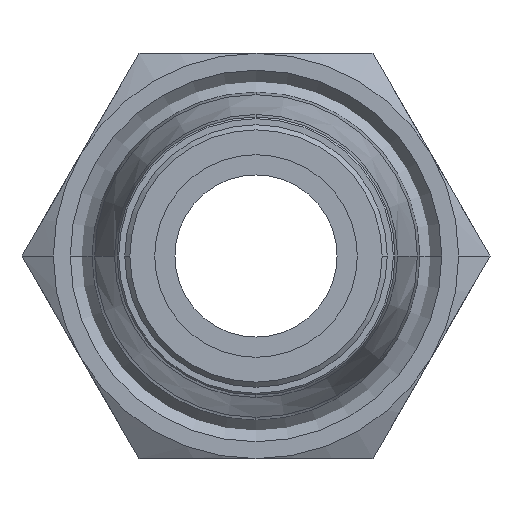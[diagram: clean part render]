
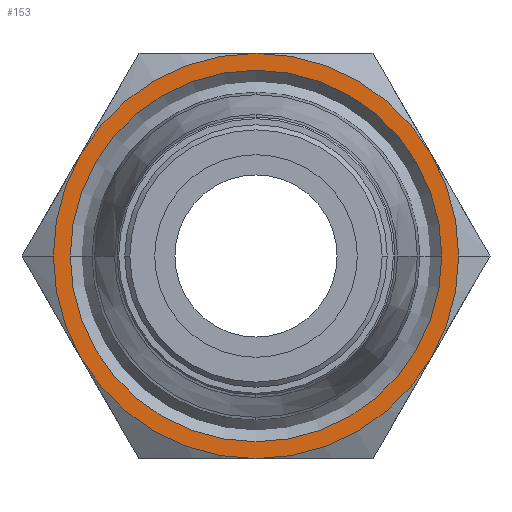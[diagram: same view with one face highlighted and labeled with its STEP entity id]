
A CAD part, left-side view. The second image highlights one B-rep face of the part: STEP entity #153.
In plain terms, the highlighted planar face has unit normal (-1, 0, 0).
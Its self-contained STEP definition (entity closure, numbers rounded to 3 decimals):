
#153=ADVANCED_FACE('',(#347,#348),#349,.T.);
#347=FACE_OUTER_BOUND('',#548,.T.);
#348=FACE_BOUND('',#549,.T.);
#349=PLANE('',#550);
#548=EDGE_LOOP('',(#1217,#1218,#1219,#1220,#1221,#1222,#1223,#1224));
#549=EDGE_LOOP('',(#1225,#1226));
#550=AXIS2_PLACEMENT_3D('',#1227,#1228,#1229);
#1217=ORIENTED_EDGE('',*,*,#1475,.F.);
#1218=ORIENTED_EDGE('',*,*,#1461,.F.);
#1219=ORIENTED_EDGE('',*,*,#1464,.F.);
#1220=ORIENTED_EDGE('',*,*,#1466,.F.);
#1221=ORIENTED_EDGE('',*,*,#1459,.F.);
#1222=ORIENTED_EDGE('',*,*,#1470,.F.);
#1223=ORIENTED_EDGE('',*,*,#1473,.F.);
#1224=ORIENTED_EDGE('',*,*,#1455,.F.);
#1225=ORIENTED_EDGE('',*,*,#1495,.T.);
#1226=ORIENTED_EDGE('',*,*,#1439,.T.);
#1227=CARTESIAN_POINT('',(18.0,-11.5,0.0));
#1228=DIRECTION('',(-1.0,0.,-0.0));
#1229=DIRECTION('',(0.,1.0,0.0));
#1439=EDGE_CURVE('',#1757,#1754,#1758,.T.);
#1455=EDGE_CURVE('',#1784,#1787,#1788,.T.);
#1459=EDGE_CURVE('',#1793,#1791,#1795,.T.);
#1461=EDGE_CURVE('',#1797,#1799,#1800,.T.);
#1464=EDGE_CURVE('',#1803,#1797,#1805,.T.);
#1466=EDGE_CURVE('',#1791,#1803,#1807,.T.);
#1470=EDGE_CURVE('',#1811,#1793,#1813,.T.);
#1473=EDGE_CURVE('',#1787,#1811,#1817,.T.);
#1475=EDGE_CURVE('',#1799,#1784,#1819,.T.);
#1495=EDGE_CURVE('',#1754,#1757,#1847,.T.);
#1754=VERTEX_POINT('',#2288);
#1757=VERTEX_POINT('',#2292);
#1758=CIRCLE('',#2293,11.0);
#1784=VERTEX_POINT('',#2348);
#1787=VERTEX_POINT('',#2352);
#1788=CIRCLE('',#2353,12.0);
#1791=VERTEX_POINT('',#2367);
#1793=VERTEX_POINT('',#2370);
#1795=CIRCLE('',#2383,12.0);
#1797=VERTEX_POINT('',#2385);
#1799=VERTEX_POINT('',#2398);
#1800=CIRCLE('',#2399,12.0);
#1803=VERTEX_POINT('',#2413);
#1805=CIRCLE('',#2426,12.0);
#1807=CIRCLE('',#2439,12.0);
#1811=VERTEX_POINT('',#2465);
#1813=CIRCLE('',#2478,12.0);
#1817=CIRCLE('',#2504,12.0);
#1819=CIRCLE('',#2517,12.0);
#1847=CIRCLE('',#2655,11.0);
#2288=CARTESIAN_POINT('',(18.0,-11.0,0.0));
#2292=CARTESIAN_POINT('',(18.0,11.0,0.));
#2293=AXIS2_PLACEMENT_3D('',#2995,#2996,#2997);
#2348=CARTESIAN_POINT('',(18.0,-12.0,0.));
#2352=CARTESIAN_POINT('',(18.0,-10.392,-6.0));
#2353=AXIS2_PLACEMENT_3D('',#3021,#3022,#3023);
#2367=CARTESIAN_POINT('',(18.0,12.0,0.));
#2370=CARTESIAN_POINT('',(18.0,10.392,-6.0));
#2383=AXIS2_PLACEMENT_3D('',#3025,#3026,#3027);
#2385=CARTESIAN_POINT('',(18.0,0.,12.0));
#2398=CARTESIAN_POINT('',(18.0,-10.392,6.0));
#2399=AXIS2_PLACEMENT_3D('',#3028,#3029,#3030);
#2413=CARTESIAN_POINT('',(18.0,10.392,6.0));
#2426=AXIS2_PLACEMENT_3D('',#3031,#3032,#3033);
#2439=AXIS2_PLACEMENT_3D('',#3034,#3035,#3036);
#2465=CARTESIAN_POINT('',(18.0,0.0,-12.0));
#2478=AXIS2_PLACEMENT_3D('',#3037,#3038,#3039);
#2504=AXIS2_PLACEMENT_3D('',#3040,#3041,#3042);
#2517=AXIS2_PLACEMENT_3D('',#3043,#3044,#3045);
#2655=AXIS2_PLACEMENT_3D('',#3073,#3074,#3075);
#2995=CARTESIAN_POINT('',(18.0,0.0,0.0));
#2996=DIRECTION('',(1.0,0.,0.0));
#2997=DIRECTION('',(0.,-1.0,0.0));
#3021=CARTESIAN_POINT('',(18.0,0.0,0.0));
#3022=DIRECTION('',(1.0,0.,0.0));
#3023=DIRECTION('',(0.,-1.0,0.0));
#3025=CARTESIAN_POINT('',(18.0,0.0,0.0));
#3026=DIRECTION('',(1.0,0.,0.0));
#3027=DIRECTION('',(0.,-1.0,0.0));
#3028=CARTESIAN_POINT('',(18.0,0.0,0.0));
#3029=DIRECTION('',(1.0,0.,0.0));
#3030=DIRECTION('',(0.,-1.0,0.0));
#3031=CARTESIAN_POINT('',(18.0,0.0,0.0));
#3032=DIRECTION('',(1.0,0.,0.0));
#3033=DIRECTION('',(0.,-1.0,0.0));
#3034=CARTESIAN_POINT('',(18.0,0.0,0.0));
#3035=DIRECTION('',(1.0,0.,0.0));
#3036=DIRECTION('',(0.,-1.0,0.0));
#3037=CARTESIAN_POINT('',(18.0,0.0,0.0));
#3038=DIRECTION('',(1.0,0.,0.0));
#3039=DIRECTION('',(0.,-1.0,0.0));
#3040=CARTESIAN_POINT('',(18.0,0.0,0.0));
#3041=DIRECTION('',(1.0,0.,0.0));
#3042=DIRECTION('',(0.,-1.0,0.0));
#3043=CARTESIAN_POINT('',(18.0,0.0,0.0));
#3044=DIRECTION('',(1.0,0.,0.0));
#3045=DIRECTION('',(0.,-1.0,0.0));
#3073=CARTESIAN_POINT('',(18.0,0.0,0.0));
#3074=DIRECTION('',(1.0,0.,0.0));
#3075=DIRECTION('',(0.,-1.0,0.0));
